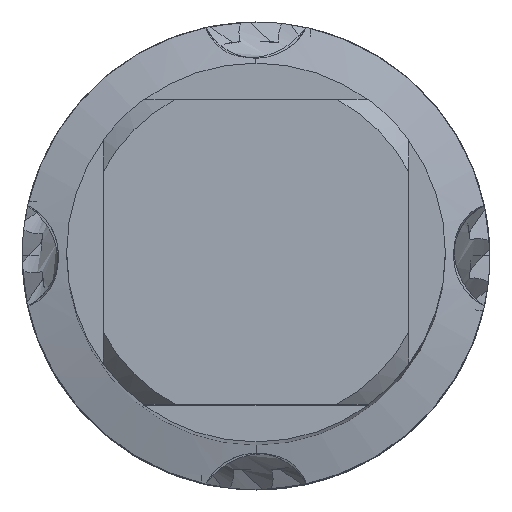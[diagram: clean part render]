
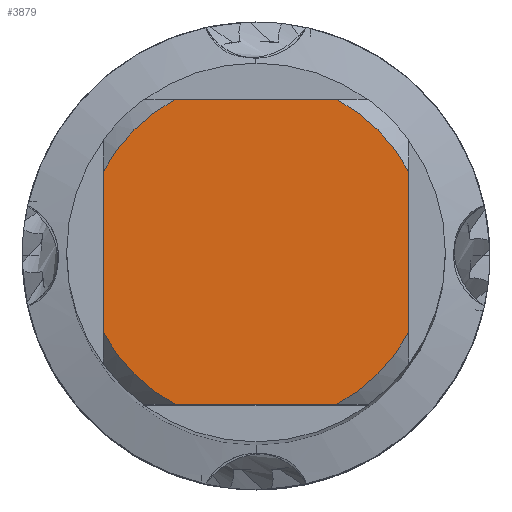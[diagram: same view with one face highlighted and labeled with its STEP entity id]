
A CAD part, top view. The second image highlights one B-rep face of the part: STEP entity #3879.
In plain terms, the highlighted planar face has unit normal (0, 0, 1).
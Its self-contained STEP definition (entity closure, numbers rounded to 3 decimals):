
#1861=VERTEX_POINT('',#5334);
#2051=EDGE_CURVE('',#4779,#4305,#5545,.T.);
#2383=VERTEX_POINT('',#5905);
#2885=EDGE_CURVE('',#2383,#2891,#6450,.T.);
#2891=VERTEX_POINT('',#6457);
#3063=EDGE_CURVE('',#1861,#4305,#6643,.T.);
#3177=EDGE_CURVE('',#1861,#3637,#6767,.T.);
#3355=VERTEX_POINT('',#6964);
#3637=VERTEX_POINT('',#7277);
#3745=EDGE_CURVE('',#4779,#3355,#7397,.T.);
#3841=EDGE_CURVE('',#4637,#3355,#7497,.T.);
#3879=ADVANCED_FACE('',(#7538),#7539,.T.);
#4305=VERTEX_POINT('',#7997);
#4637=VERTEX_POINT('',#8352);
#4647=EDGE_CURVE('',#2383,#3637,#8363,.T.);
#4779=VERTEX_POINT('',#8507);
#4973=EDGE_CURVE('',#4637,#2891,#8716,.T.);
#5334=CARTESIAN_POINT('',(-3.831,-7.25,0.0));
#5545=LINE('',#9699,#9700);
#5905=CARTESIAN_POINT('',(7.25,-3.831,0.0));
#6450=LINE('',#12439,#12440);
#6457=CARTESIAN_POINT('',(7.25,3.831,0.0));
#6643=CIRCLE('',#12930,8.2);
#6767=LINE('',#13271,#13272);
#6964=CARTESIAN_POINT('',(-3.831,7.25,0.0));
#7277=CARTESIAN_POINT('',(3.831,-7.25,0.0));
#7397=CIRCLE('',#14998,8.2);
#7497=LINE('',#15335,#15336);
#7538=FACE_OUTER_BOUND('',#15463,.T.);
#7539=PLANE('',#15464);
#7997=CARTESIAN_POINT('',(-7.25,-3.831,0.0));
#8352=CARTESIAN_POINT('',(3.831,7.25,0.0));
#8363=CIRCLE('',#18293,8.2);
#8507=CARTESIAN_POINT('',(-7.25,3.831,0.0));
#8716=CIRCLE('',#19507,8.2);
#9699=CARTESIAN_POINT('',(-7.25,2.05,0.0));
#9700=VECTOR('',#20751,1.0);
#12439=CARTESIAN_POINT('',(7.25,2.05,0.0));
#12440=VECTOR('',#21682,1.0);
#12930=AXIS2_PLACEMENT_3D('',#21873,#21874,#21875);
#13271=CARTESIAN_POINT('',(0.0,-7.25,0.0));
#13272=VECTOR('',#21987,1.0);
#14998=AXIS2_PLACEMENT_3D('',#22685,#22686,#22687);
#15335=CARTESIAN_POINT('',(0.0,7.25,0.0));
#15336=VECTOR('',#22748,1.0);
#15463=EDGE_LOOP('',(#22786,#22787,#22788,#22789,#22790,#22791,#22792,#22793));
#15464=AXIS2_PLACEMENT_3D('',#22794,#22795,#22796);
#18293=AXIS2_PLACEMENT_3D('',#23712,#23713,#23714);
#19507=AXIS2_PLACEMENT_3D('',#24034,#24035,#24036);
#20751=DIRECTION('',(-0.0,-1.0,0.0));
#21682=DIRECTION('',(-0.0,1.0,0.0));
#21873=CARTESIAN_POINT('',(0.0,0.0,0.0));
#21874=DIRECTION('',(0.0,0.0,-1.0));
#21875=DIRECTION('',(0.0,1.0,0.0));
#21987=DIRECTION('',(1.0,0.0,0.0));
#22685=CARTESIAN_POINT('',(0.0,0.0,0.0));
#22686=DIRECTION('',(0.0,0.0,-1.0));
#22687=DIRECTION('',(0.0,1.0,0.0));
#22748=DIRECTION('',(-1.0,0.0,0.0));
#22786=ORIENTED_EDGE('',*,*,#2051,.T.);
#22787=ORIENTED_EDGE('',*,*,#3063,.F.);
#22788=ORIENTED_EDGE('',*,*,#3177,.T.);
#22789=ORIENTED_EDGE('',*,*,#4647,.F.);
#22790=ORIENTED_EDGE('',*,*,#2885,.T.);
#22791=ORIENTED_EDGE('',*,*,#4973,.F.);
#22792=ORIENTED_EDGE('',*,*,#3841,.T.);
#22793=ORIENTED_EDGE('',*,*,#3745,.F.);
#22794=CARTESIAN_POINT('',(0.0,4.1,0.0));
#22795=DIRECTION('',(-0.0,0.0,1.0));
#22796=DIRECTION('',(0.0,-1.0,0.0));
#23712=CARTESIAN_POINT('',(0.0,0.0,0.0));
#23713=DIRECTION('',(0.0,0.0,-1.0));
#23714=DIRECTION('',(0.0,1.0,0.0));
#24034=CARTESIAN_POINT('',(0.0,0.0,0.0));
#24035=DIRECTION('',(0.0,0.0,-1.0));
#24036=DIRECTION('',(0.0,1.0,0.0));
